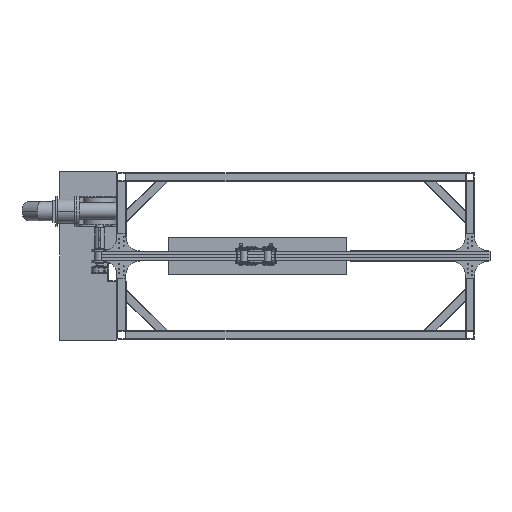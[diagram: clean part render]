
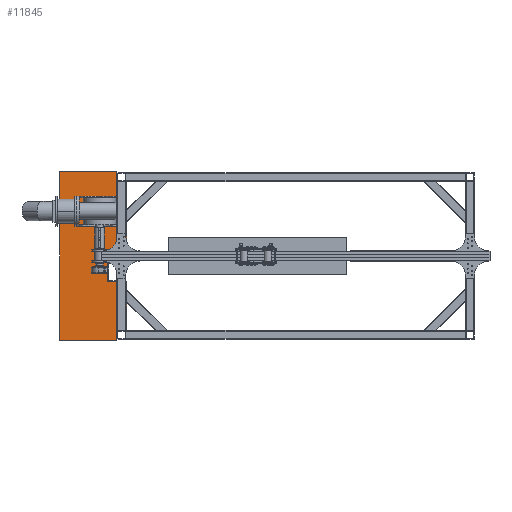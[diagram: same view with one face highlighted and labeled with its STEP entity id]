
A CAD part, front view. The second image highlights one B-rep face of the part: STEP entity #11845.
In plain terms, the highlighted face is planar.
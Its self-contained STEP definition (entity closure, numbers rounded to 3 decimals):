
#153 = EDGE_CURVE ( 'NONE', #14223, #2526, #5906, .T. ) ;
#527 = ORIENTED_EDGE ( 'NONE', *, *, #9199, .T. ) ;
#701 = VERTEX_POINT ( 'NONE', #27822 ) ;
#1178 = EDGE_CURVE ( 'NONE', #29300, #9130, #30912, .T. ) ;
#1516 = EDGE_CURVE ( 'NONE', #7652, #16291, #9618, .T. ) ;
#2149 = ORIENTED_EDGE ( 'NONE', *, *, #12332, .F. ) ;
#2392 = VECTOR ( 'NONE', #4459, 1000. ) ;
#2401 = CARTESIAN_POINT ( 'NONE',  ( -565., 200., 10. ) ) ;
#2526 = VERTEX_POINT ( 'NONE', #29468 ) ;
#2804 = EDGE_CURVE ( 'NONE', #2526, #701, #8337, .T. ) ;
#2834 = CARTESIAN_POINT ( 'NONE',  ( 565., 135., 10. ) ) ;
#3536 = ORIENTED_EDGE ( 'NONE', *, *, #1178, .F. ) ;
#3549 = CARTESIAN_POINT ( 'NONE',  ( 500., 200., 10. ) ) ;
#4459 = DIRECTION ( 'NONE',  ( 0., 1., 0. ) ) ;
#4600 = VERTEX_POINT ( 'NONE', #20158 ) ;
#4635 = CARTESIAN_POINT ( 'NONE',  ( 565., 200., 10. ) ) ;
#4806 = ORIENTED_EDGE ( 'NONE', *, *, #6445, .T. ) ;
#4978 = VECTOR ( 'NONE', #29550, 1000. ) ;
#5249 = VECTOR ( 'NONE', #20800, 1000. ) ;
#5409 = ORIENTED_EDGE ( 'NONE', *, *, #19306, .F. ) ;
#5518 = EDGE_CURVE ( 'NONE', #28446, #14223, #14772, .T. ) ;
#5906 = LINE ( 'NONE', #3549, #12427 ) ;
#6445 = EDGE_CURVE ( 'NONE', #4600, #18902, #28088, .T. ) ;
#6949 = DIRECTION ( 'NONE',  ( 0., -1., 0. ) ) ;
#6972 = CARTESIAN_POINT ( 'NONE',  ( -565., 135., 10. ) ) ;
#7577 = DIRECTION ( 'NONE',  ( 1., 0., 0. ) ) ;
#7652 = VERTEX_POINT ( 'NONE', #6972 ) ;
#7811 = CARTESIAN_POINT ( 'NONE',  ( 48.5, 75., 10. ) ) ;
#8290 = DIRECTION ( 'NONE',  ( 1., 0., 0. ) ) ;
#8334 = CARTESIAN_POINT ( 'NONE',  ( -500., 135., 10. ) ) ;
#8337 = LINE ( 'NONE', #23484, #16843 ) ;
#9130 = VERTEX_POINT ( 'NONE', #16986 ) ;
#9199 = EDGE_CURVE ( 'NONE', #16291, #31879, #27760, .T. ) ;
#9485 = LINE ( 'NONE', #4635, #2392 ) ;
#9618 = LINE ( 'NONE', #2401, #18374 ) ;
#9917 = CARTESIAN_POINT ( 'NONE',  ( -565., 135., 10. ) ) ;
#9935 = DIRECTION ( 'NONE',  ( 0., 1., 0. ) ) ;
#10284 = AXIS2_PLACEMENT_3D ( 'NONE', #22136, #32585, #22625 ) ;
#10765 = CARTESIAN_POINT ( 'NONE',  ( -500., 200., 10. ) ) ;
#11307 = ORIENTED_EDGE ( 'NONE', *, *, #28996, .F. ) ;
#11845 = ADVANCED_FACE ( 'NONE', ( #11949 ), #32753, .T. ) ;
#11949 = FACE_OUTER_BOUND ( 'NONE', #22669, .T. ) ;
#12317 = ORIENTED_EDGE ( 'NONE', *, *, #28933, .T. ) ;
#12332 = EDGE_CURVE ( 'NONE', #29968, #18902, #32222, .T. ) ;
#12427 = VECTOR ( 'NONE', #25875, 1000. ) ;
#12727 = VECTOR ( 'NONE', #27036, 1000. ) ;
#13824 = DIRECTION ( 'NONE',  ( -1., 0., 0. ) ) ;
#14223 = VERTEX_POINT ( 'NONE', #22617 ) ;
#14372 = VECTOR ( 'NONE', #7577, 1000. ) ;
#14772 = LINE ( 'NONE', #22595, #12727 ) ;
#15589 = ORIENTED_EDGE ( 'NONE', *, *, #28072, .F. ) ;
#16291 = VERTEX_POINT ( 'NONE', #24676 ) ;
#16797 = DIRECTION ( 'NONE',  ( 0., -1., 0. ) ) ;
#16843 = VECTOR ( 'NONE', #13824, 1000. ) ;
#16986 = CARTESIAN_POINT ( 'NONE',  ( 171.5, 75., 10. ) ) ;
#18374 = VECTOR ( 'NONE', #6949, 1000. ) ;
#18588 = ORIENTED_EDGE ( 'NONE', *, *, #153, .T. ) ;
#18902 = VERTEX_POINT ( 'NONE', #10765 ) ;
#19306 = EDGE_CURVE ( 'NONE', #7652, #29968, #29865, .T. ) ;
#20158 = CARTESIAN_POINT ( 'NONE',  ( 48.5, 200., 10. ) ) ;
#20161 = CARTESIAN_POINT ( 'NONE',  ( -565., -250., 10. ) ) ;
#20489 = DIRECTION ( 'NONE',  ( 1., 0., 0. ) ) ;
#20800 = DIRECTION ( 'NONE',  ( -1., 0., 0. ) ) ;
#21810 = LINE ( 'NONE', #32433, #27642 ) ;
#22136 = CARTESIAN_POINT ( 'NONE',  ( 0., 0., 10. ) ) ;
#22577 = LINE ( 'NONE', #32701, #23445 ) ;
#22595 = CARTESIAN_POINT ( 'NONE',  ( 565., 135., 10. ) ) ;
#22617 = CARTESIAN_POINT ( 'NONE',  ( 500., 135., 10. ) ) ;
#22625 = DIRECTION ( 'NONE',  ( 1., 0., 0. ) ) ;
#22669 = EDGE_LOOP ( 'NONE', ( #11307, #4806, #2149, #5409, #32068, #527, #12317, #30626, #18588, #25611, #15589, #3536 ) ) ;
#23445 = VECTOR ( 'NONE', #9935, 1000. ) ;
#23484 = CARTESIAN_POINT ( 'NONE',  ( -565., 200., 10. ) ) ;
#23930 = CARTESIAN_POINT ( 'NONE',  ( 565., -250., 10. ) ) ;
#24676 = CARTESIAN_POINT ( 'NONE',  ( -565., -250., 10. ) ) ;
#25176 = CARTESIAN_POINT ( 'NONE',  ( 48.5, 75., 10. ) ) ;
#25611 = ORIENTED_EDGE ( 'NONE', *, *, #2804, .T. ) ;
#25875 = DIRECTION ( 'NONE',  ( 0., 1., 0. ) ) ;
#27023 = CARTESIAN_POINT ( 'NONE',  ( -500., 200., 10. ) ) ;
#27036 = DIRECTION ( 'NONE',  ( -1., 0., 0. ) ) ;
#27642 = VECTOR ( 'NONE', #16797, 1000. ) ;
#27760 = LINE ( 'NONE', #20161, #29667 ) ;
#27822 = CARTESIAN_POINT ( 'NONE',  ( 171.5, 200., 10. ) ) ;
#28072 = EDGE_CURVE ( 'NONE', #9130, #701, #22577, .T. ) ;
#28088 = LINE ( 'NONE', #31080, #5249 ) ;
#28446 = VERTEX_POINT ( 'NONE', #2834 ) ;
#28933 = EDGE_CURVE ( 'NONE', #31879, #28446, #9485, .T. ) ;
#28996 = EDGE_CURVE ( 'NONE', #4600, #29300, #21810, .T. ) ;
#29300 = VERTEX_POINT ( 'NONE', #25176 ) ;
#29456 = VECTOR ( 'NONE', #8290, 1000. ) ;
#29468 = CARTESIAN_POINT ( 'NONE',  ( 500., 200., 10. ) ) ;
#29550 = DIRECTION ( 'NONE',  ( 0., 1., 0. ) ) ;
#29667 = VECTOR ( 'NONE', #20489, 1000. ) ;
#29865 = LINE ( 'NONE', #9917, #14372 ) ;
#29968 = VERTEX_POINT ( 'NONE', #8334 ) ;
#30626 = ORIENTED_EDGE ( 'NONE', *, *, #5518, .T. ) ;
#30912 = LINE ( 'NONE', #7811, #29456 ) ;
#31080 = CARTESIAN_POINT ( 'NONE',  ( -565., 200., 10. ) ) ;
#31879 = VERTEX_POINT ( 'NONE', #23930 ) ;
#32068 = ORIENTED_EDGE ( 'NONE', *, *, #1516, .T. ) ;
#32222 = LINE ( 'NONE', #27023, #4978 ) ;
#32433 = CARTESIAN_POINT ( 'NONE',  ( 48.5, 200., 10. ) ) ;
#32585 = DIRECTION ( 'NONE',  ( 0., 0., 1. ) ) ;
#32701 = CARTESIAN_POINT ( 'NONE',  ( 171.5, 200., 10. ) ) ;
#32753 = PLANE ( 'NONE',  #10284 ) ;
